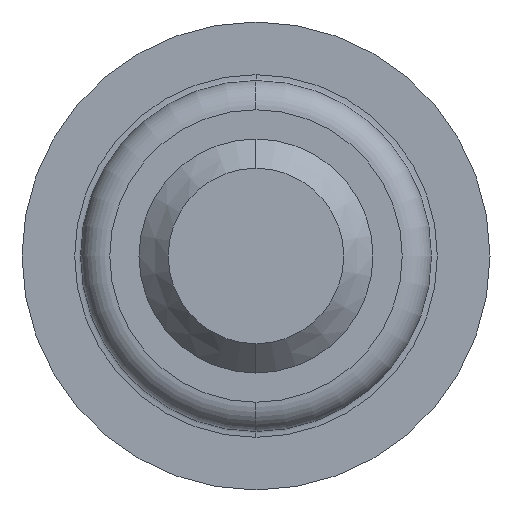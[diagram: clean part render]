
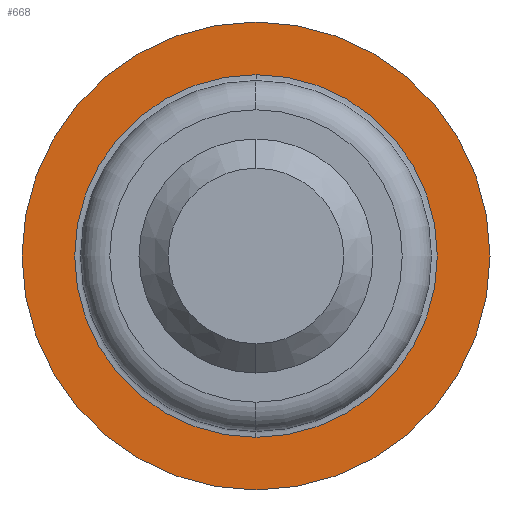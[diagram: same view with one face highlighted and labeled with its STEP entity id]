
A CAD part, left-side view. The second image highlights one B-rep face of the part: STEP entity #668.
In plain terms, the highlighted planar face has unit normal (-1, 0, 0).
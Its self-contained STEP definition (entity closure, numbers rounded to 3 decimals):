
#60 = AXIS2_PLACEMENT_3D ( 'NONE', #1411, #547, #1309 ) ;
#77 = DIRECTION ( 'NONE',  ( 1., 0., 0. ) ) ;
#162 = VERTEX_POINT ( 'NONE', #1085 ) ;
#173 = EDGE_LOOP ( 'NONE', ( #984, #398 ) ) ;
#217 = DIRECTION ( 'NONE',  ( 0., 0., 1. ) ) ;
#225 = CARTESIAN_POINT ( 'NONE',  ( -5., 0., 0. ) ) ;
#253 = CARTESIAN_POINT ( 'NONE',  ( -5., 0., 3.1 ) ) ;
#266 = EDGE_CURVE ( 'NONE', #276, #784, #1065, .T. ) ;
#269 = CIRCLE ( 'NONE', #1312, 4. ) ;
#276 = VERTEX_POINT ( 'NONE', #253 ) ;
#282 = CIRCLE ( 'NONE', #60, 4. ) ;
#348 = AXIS2_PLACEMENT_3D ( 'NONE', #1150, #495, #591 ) ;
#398 = ORIENTED_EDGE ( 'NONE', *, *, #1029, .T. ) ;
#495 = DIRECTION ( 'NONE',  ( -1., 0., 0. ) ) ;
#514 = FACE_OUTER_BOUND ( 'NONE', #173, .T. ) ;
#536 = CARTESIAN_POINT ( 'NONE',  ( -5., 0., 4. ) ) ;
#547 = DIRECTION ( 'NONE',  ( -1., 0., 0. ) ) ;
#591 = DIRECTION ( 'NONE',  ( 0., 0., 1. ) ) ;
#659 = EDGE_LOOP ( 'NONE', ( #1060, #1305 ) ) ;
#668 = ADVANCED_FACE ( 'NONE', ( #685, #514 ), #1269, .F. ) ;
#685 = FACE_BOUND ( 'NONE', #659, .T. ) ;
#781 = DIRECTION ( 'NONE',  ( -1., 0., 0. ) ) ;
#784 = VERTEX_POINT ( 'NONE', #1281 ) ;
#792 = AXIS2_PLACEMENT_3D ( 'NONE', #978, #1203, #217 ) ;
#866 = AXIS2_PLACEMENT_3D ( 'NONE', #1043, #77, #1062 ) ;
#978 = CARTESIAN_POINT ( 'NONE',  ( -5., 0., 0. ) ) ;
#983 = DIRECTION ( 'NONE',  ( 0., 0., 1. ) ) ;
#984 = ORIENTED_EDGE ( 'NONE', *, *, #1396, .T. ) ;
#1029 = EDGE_CURVE ( 'NONE', #162, #1074, #282, .T. ) ;
#1043 = CARTESIAN_POINT ( 'NONE',  ( -5., 4., 0. ) ) ;
#1050 = CIRCLE ( 'NONE', #792, 3.1 ) ;
#1060 = ORIENTED_EDGE ( 'NONE', *, *, #266, .F. ) ;
#1062 = DIRECTION ( 'NONE',  ( 0., 0., -1. ) ) ;
#1065 = CIRCLE ( 'NONE', #348, 3.1 ) ;
#1074 = VERTEX_POINT ( 'NONE', #536 ) ;
#1085 = CARTESIAN_POINT ( 'NONE',  ( -5., 0., -4. ) ) ;
#1093 = EDGE_CURVE ( 'NONE', #784, #276, #1050, .T. ) ;
#1150 = CARTESIAN_POINT ( 'NONE',  ( -5., 0., 0. ) ) ;
#1203 = DIRECTION ( 'NONE',  ( -1., 0., 0. ) ) ;
#1269 = PLANE ( 'NONE',  #866 ) ;
#1281 = CARTESIAN_POINT ( 'NONE',  ( -5., 0., -3.1 ) ) ;
#1305 = ORIENTED_EDGE ( 'NONE', *, *, #1093, .F. ) ;
#1309 = DIRECTION ( 'NONE',  ( 0., 0., 1. ) ) ;
#1312 = AXIS2_PLACEMENT_3D ( 'NONE', #225, #781, #983 ) ;
#1396 = EDGE_CURVE ( 'NONE', #1074, #162, #269, .T. ) ;
#1411 = CARTESIAN_POINT ( 'NONE',  ( -5., 0., 0. ) ) ;
